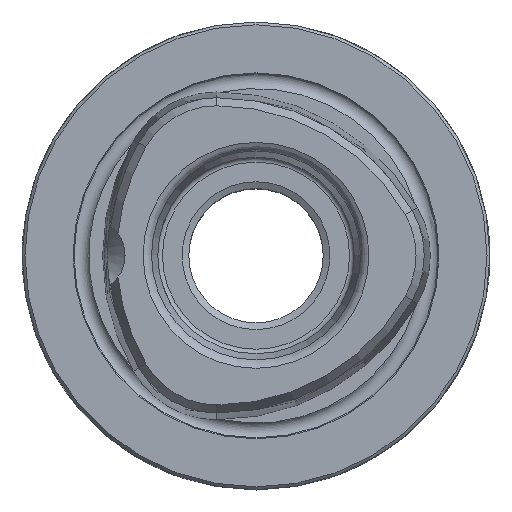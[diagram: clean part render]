
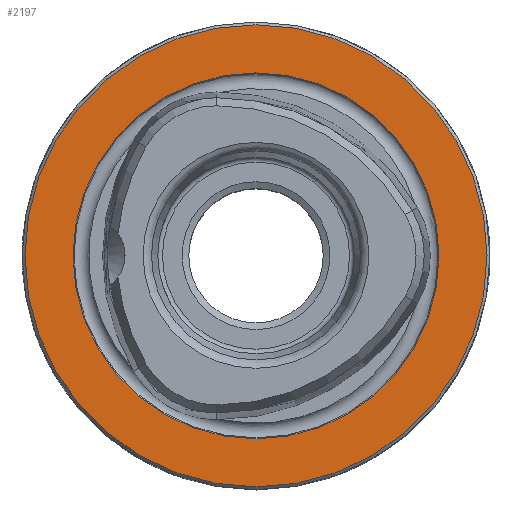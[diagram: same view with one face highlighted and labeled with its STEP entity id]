
A CAD part, top view. The second image highlights one B-rep face of the part: STEP entity #2197.
In plain terms, the highlighted planar face has unit normal (0, 0, 1).
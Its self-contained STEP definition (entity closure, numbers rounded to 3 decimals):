
#187=PLANE('',#2361);
#376=ORIENTED_EDGE('',*,*,#651,.T.);
#377=ORIENTED_EDGE('',*,*,#708,.F.);
#651=EDGE_CURVE('',#835,#835,#968,.T.);
#708=EDGE_CURVE('',#877,#877,#975,.T.);
#835=VERTEX_POINT('',#3054);
#877=VERTEX_POINT('',#3265);
#968=CIRCLE('',#2321,24.7);
#975=CIRCLE('',#2362,19.564);
#1099=EDGE_LOOP('',(#376));
#1100=EDGE_LOOP('',(#377));
#1264=FACE_BOUND('',#1099,.T.);
#1265=FACE_BOUND('',#1100,.T.);
#2197=ADVANCED_FACE('',(#1264,#1265),#187,.T.);
#2321=AXIS2_PLACEMENT_3D('',#3053,#2598,#2599);
#2361=AXIS2_PLACEMENT_3D('',#3263,#2702,#2703);
#2362=AXIS2_PLACEMENT_3D('',#3264,#2704,#2705);
#2598=DIRECTION('',(0.,0.,1.));
#2599=DIRECTION('',(1.,0.,0.));
#2702=DIRECTION('',(0.,0.,1.));
#2703=DIRECTION('',(1.,0.,0.));
#2704=DIRECTION('',(0.,0.,1.));
#2705=DIRECTION('',(1.,0.,0.));
#3053=CARTESIAN_POINT('',(0.,0.,0.));
#3054=CARTESIAN_POINT('',(24.7,0.,0.));
#3263=CARTESIAN_POINT('',(19.4,0.,0.));
#3264=CARTESIAN_POINT('',(0.,0.,0.));
#3265=CARTESIAN_POINT('',(19.564,0.,0.));
